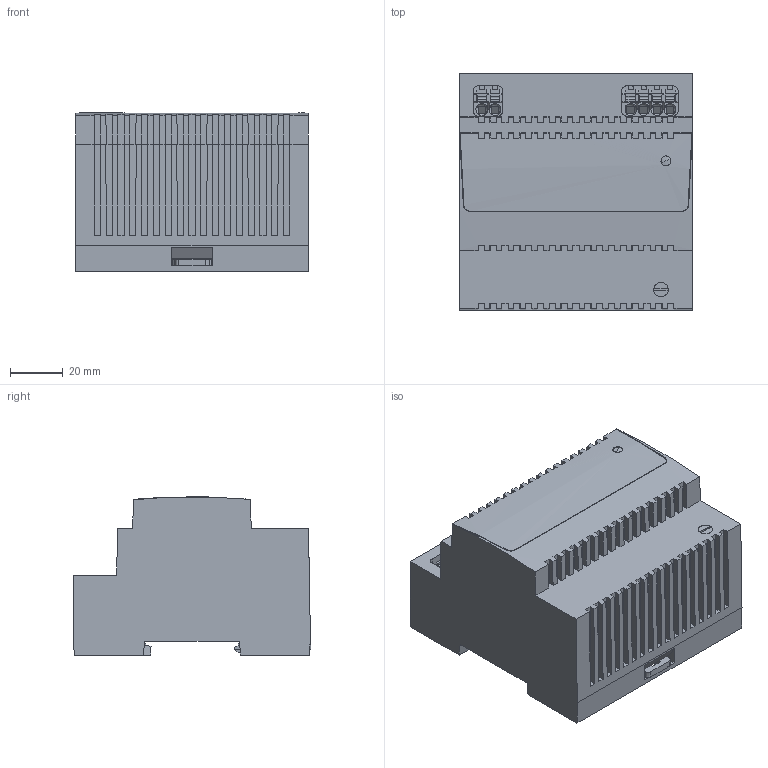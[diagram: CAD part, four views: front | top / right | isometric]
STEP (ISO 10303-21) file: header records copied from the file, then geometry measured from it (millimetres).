
FILE_DESCRIPTION(('CATIA V5 STEP Exchange','CAx-IF Rec.Pracs.--- Model Styling and Organization---1.4--- 2014-01-23'),'2;1');
FILE_NAME ('D1375469_3', '2019-07-16T10:56:23+00:00', ('none'), ('Weidmueller'), 'CATIA Version 5-6 Release 2016 SP3 HF44', 'CATIA V5 STEP AP214', 'none');
FILE_SCHEMA(('AUTOMOTIVE_DESIGN { 1 0 10303 214 1 1 1 1 }'));
Length unit declared in the file: millimetre
Products named in the file (1): 2580250000
Bounding box: 88.57 x 90.4 x 60.15 mm (x, y, z)
Volume: 376923.2 mm3; surface area: 52252.6 mm2
Topology: 14 solids, 14 shells, 807 faces, 2565 edges, 1798 vertices
Faces by surface type: plane 654, extrusion 73, cylinder 66, torus 12, sphere 2
Entity records: 29215 total; most frequent: CARTESIAN_POINT 7648, ORIENTED_EDGE 5126, DIRECTION 3008, EDGE_CURVE 2557, VECTOR 1967, LINE 1894, VERTEX_POINT 1790, EDGE_LOOP 829
